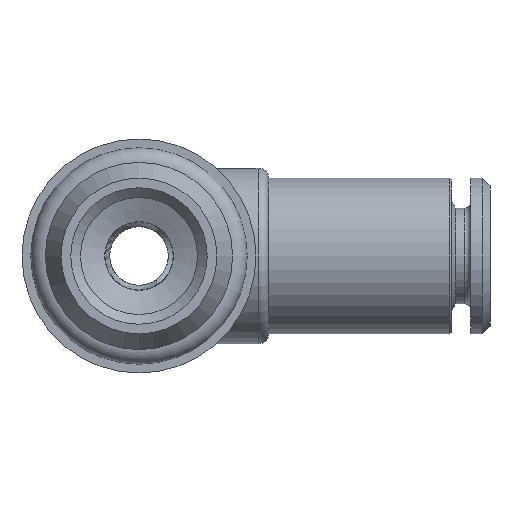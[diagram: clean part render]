
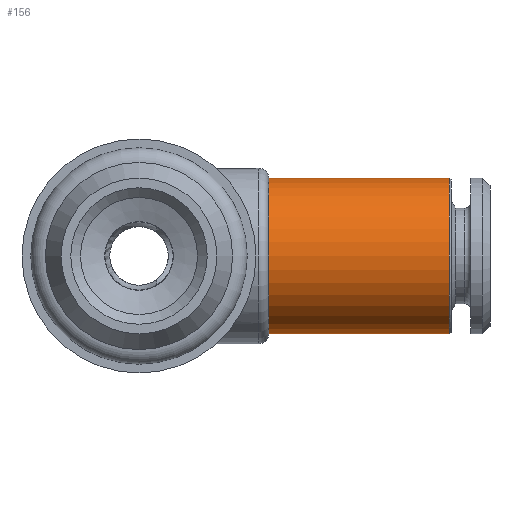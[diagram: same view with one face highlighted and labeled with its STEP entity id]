
A CAD part, front view. The second image highlights one B-rep face of the part: STEP entity #156.
In plain terms, the highlighted cylindrical face has radius 4 mm (diameter 8 mm), a full revolution.
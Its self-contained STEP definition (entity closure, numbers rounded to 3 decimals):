
#156 = ADVANCED_FACE( 'NONE', ( #265, #266 ), #267, .T. );
#265 = FACE_OUTER_BOUND( '', #619, .T. );
#266 = FACE_OUTER_BOUND( '', #620, .T. );
#267 = CYLINDRICAL_SURFACE( '', #621, 4. );
#619 = EDGE_LOOP( '', ( #889 ) );
#620 = EDGE_LOOP( '', ( #890 ) );
#621 = AXIS2_PLACEMENT_3D( '', #891, #892, #893 );
#889 = ORIENTED_EDGE( '', *, *, #1189, .T. );
#890 = ORIENTED_EDGE( '', *, *, #1181, .F. );
#891 = CARTESIAN_POINT( '', ( 0., 0., 0. ) );
#892 = DIRECTION( '', ( -1., 0., 0. ) );
#893 = DIRECTION( '', ( 0., 0., 1. ) );
#1181 = EDGE_CURVE( 'NONE', #1326, #1326, #1327, .T. );
#1189 = EDGE_CURVE( 'NONE', #1341, #1341, #1342, .T. );
#1326 = VERTEX_POINT( '', #1720 );
#1327 = CIRCLE( '', #1721, 4. );
#1341 = VERTEX_POINT( '', #1736 );
#1342 = CIRCLE( '', #1737, 4. );
#1720 = CARTESIAN_POINT( '', ( 6.646, 0., 4. ) );
#1721 = AXIS2_PLACEMENT_3D( '', #1885, #1886, #1887 );
#1736 = CARTESIAN_POINT( '', ( 15.9, 0., 4. ) );
#1737 = AXIS2_PLACEMENT_3D( '', #1907, #1908, #1909 );
#1885 = CARTESIAN_POINT( '', ( 6.646, 0., 0. ) );
#1886 = DIRECTION( '', ( -1., 0., 0. ) );
#1887 = DIRECTION( '', ( 0., 0., 1. ) );
#1907 = CARTESIAN_POINT( '', ( 15.9, 0., 0. ) );
#1908 = DIRECTION( '', ( -1., 0., 0. ) );
#1909 = DIRECTION( '', ( 0., 0., 1. ) );
